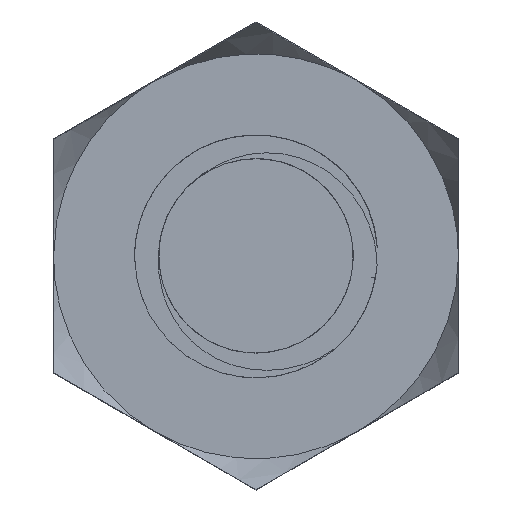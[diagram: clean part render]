
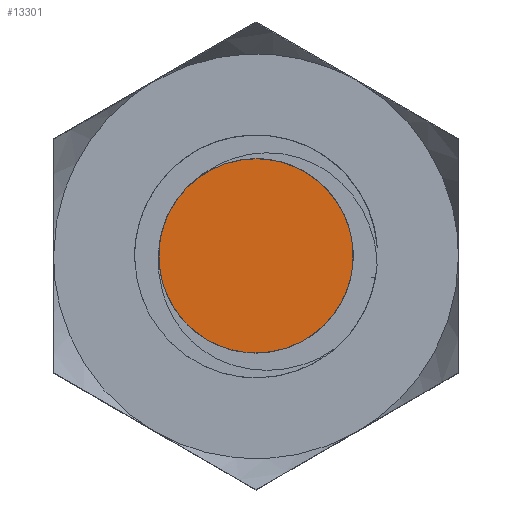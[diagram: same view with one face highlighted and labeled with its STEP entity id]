
A CAD part, top view. The second image highlights one B-rep face of the part: STEP entity #13301.
In plain terms, the highlighted planar face has unit normal (0, 0, 1).
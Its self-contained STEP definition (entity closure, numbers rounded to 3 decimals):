
#13192 = EDGE_CURVE('',#13193,#13195,#13197,.T.);
#13193 = VERTEX_POINT('',#13194);
#13194 = CARTESIAN_POINT('',(0.,-1.2,2.757));
#13195 = VERTEX_POINT('',#13196);
#13196 = CARTESIAN_POINT('',(0.,1.2,2.757));
#13197 = ( BOUNDED_CURVE() B_SPLINE_CURVE(2,(#13198,#13199,#13200,#13201
,#13202),.UNSPECIFIED.,.F.,.F.) B_SPLINE_CURVE_WITH_KNOTS((3,2,3),(
    -1.885,0.,1.885),.PIECEWISE_BEZIER_KNOTS.) 
CURVE() GEOMETRIC_REPRESENTATION_ITEM() RATIONAL_B_SPLINE_CURVE((1.,
0.707,1.,0.707,1.)) REPRESENTATION_ITEM('') );
#13198 = CARTESIAN_POINT('',(0.,-1.2,2.757));
#13199 = CARTESIAN_POINT('',(1.2,-1.2,2.757));
#13200 = CARTESIAN_POINT('',(1.2,0.,2.757));
#13201 = CARTESIAN_POINT('',(1.2,1.2,2.757));
#13202 = CARTESIAN_POINT('',(0.,1.2,2.757));
#13301 = ADVANCED_FACE('',(#13302),#13313,.T.);
#13302 = FACE_BOUND('',#13303,.T.);
#13303 = EDGE_LOOP('',(#13304,#13312));
#13304 = ORIENTED_EDGE('',*,*,#13305,.T.);
#13305 = EDGE_CURVE('',#13195,#13193,#13306,.T.);
#13306 = ( BOUNDED_CURVE() B_SPLINE_CURVE(2,(#13307,#13308,#13309,#13310
,#13311),.UNSPECIFIED.,.F.,.F.) B_SPLINE_CURVE_WITH_KNOTS((3,2,3),(
    -5.655,-3.77,-1.885),.UNSPECIFIED.) 
CURVE() GEOMETRIC_REPRESENTATION_ITEM() RATIONAL_B_SPLINE_CURVE((1.,
0.707,1.,0.707,1.)) REPRESENTATION_ITEM('') );
#13307 = CARTESIAN_POINT('',(0.,1.2,2.757));
#13308 = CARTESIAN_POINT('',(-1.2,1.2,2.757));
#13309 = CARTESIAN_POINT('',(-1.2,0.,2.757));
#13310 = CARTESIAN_POINT('',(-1.2,-1.2,2.757));
#13311 = CARTESIAN_POINT('',(0.,-1.2,2.757));
#13312 = ORIENTED_EDGE('',*,*,#13192,.T.);
#13313 = PLANE('',#13314);
#13314 = AXIS2_PLACEMENT_3D('',#13315,#13316,#13317);
#13315 = CARTESIAN_POINT('',(-1.224,-1.224,2.757));
#13316 = DIRECTION('',(0.,0.,1.));
#13317 = DIRECTION('',(-1.,0.,0.));
